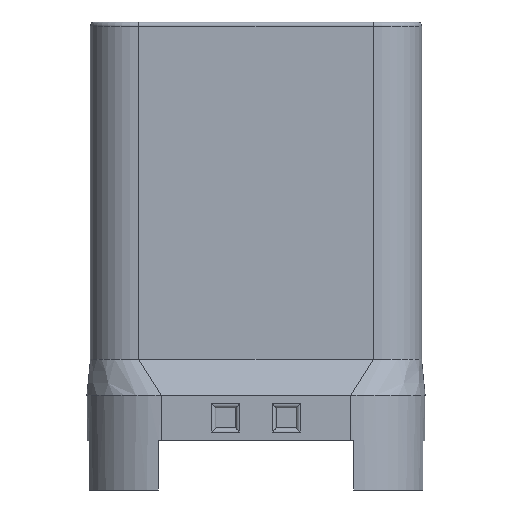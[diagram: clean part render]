
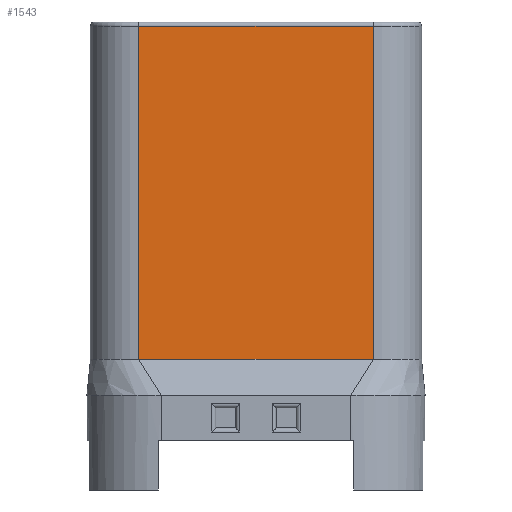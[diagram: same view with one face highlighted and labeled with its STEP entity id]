
A CAD part, front view. The second image highlights one B-rep face of the part: STEP entity #1543.
In plain terms, the highlighted planar face has unit normal (0, -1, 0).
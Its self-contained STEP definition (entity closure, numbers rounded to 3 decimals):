
#165=FACE_OUTER_BOUND('',#262,.T.);
#262=EDGE_LOOP('',(#1090,#1091,#1092,#1093));
#414=LINE('',#2458,#554);
#415=LINE('',#2464,#555);
#416=LINE('',#2465,#556);
#417=LINE('',#2466,#557);
#554=VECTOR('',#1947,1000.);
#555=VECTOR('',#1954,1000.);
#556=VECTOR('',#1955,1000.);
#557=VECTOR('',#1956,1000.);
#702=VERTEX_POINT('',#2456);
#703=VERTEX_POINT('',#2457);
#704=VERTEX_POINT('',#2462);
#705=VERTEX_POINT('',#2463);
#854=EDGE_CURVE('',#702,#703,#414,.T.);
#857=EDGE_CURVE('',#704,#705,#415,.T.);
#858=EDGE_CURVE('',#704,#702,#416,.T.);
#859=EDGE_CURVE('',#705,#703,#417,.F.);
#1090=ORIENTED_EDGE('',*,*,#857,.F.);
#1091=ORIENTED_EDGE('',*,*,#858,.T.);
#1092=ORIENTED_EDGE('',*,*,#854,.T.);
#1093=ORIENTED_EDGE('',*,*,#859,.F.);
#1411=PLANE('',#1672);
#1543=ADVANCED_FACE('',(#165),#1411,.T.);
#1672=AXIS2_PLACEMENT_3D('',#2461,#1952,#1953);
#1947=DIRECTION('',(0.,0.,-1.));
#1952=DIRECTION('center_axis',(0.,-1.,0.));
#1953=DIRECTION('ref_axis',(1.,0.,0.));
#1954=DIRECTION('',(0.,0.,-1.));
#1955=DIRECTION('',(-1.,0.,0.));
#1956=DIRECTION('',(1.,0.,0.));
#2456=CARTESIAN_POINT('',(-2.925,-1.2,-0.1));
#2457=CARTESIAN_POINT('',(-2.925,-1.2,-8.4));
#2458=CARTESIAN_POINT('',(-2.925,-1.2,0.));
#2461=CARTESIAN_POINT('Origin',(0.,-1.2,0.));
#2462=CARTESIAN_POINT('',(2.925,-1.2,-0.1));
#2463=CARTESIAN_POINT('',(2.925,-1.2,-8.4));
#2464=CARTESIAN_POINT('',(2.925,-1.2,0.));
#2465=CARTESIAN_POINT('',(-2.925,-1.2,-0.1));
#2466=CARTESIAN_POINT('',(-2.925,-1.2,-8.4));
